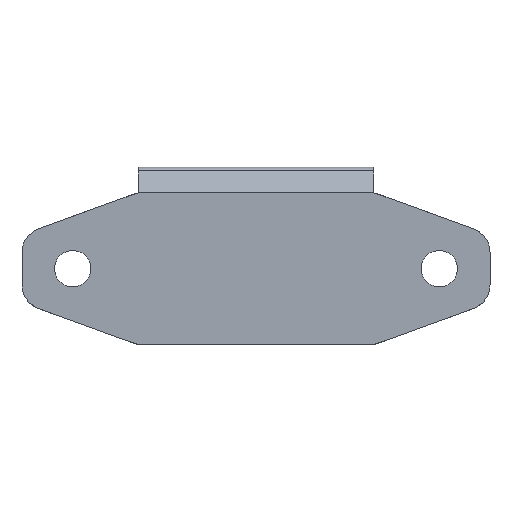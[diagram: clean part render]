
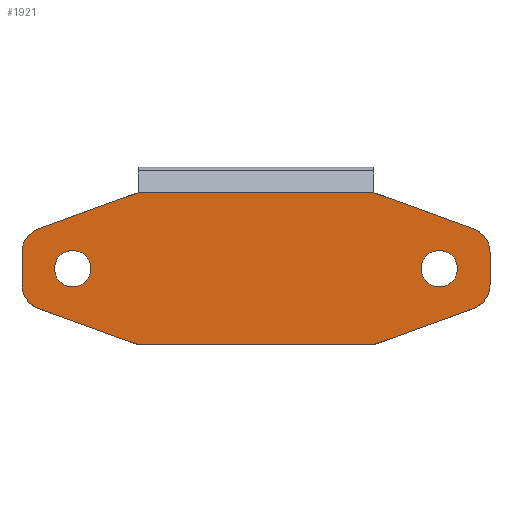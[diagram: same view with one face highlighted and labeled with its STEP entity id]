
A CAD part, front view. The second image highlights one B-rep face of the part: STEP entity #1921.
In plain terms, the highlighted planar face has unit normal (0, -1, 0).
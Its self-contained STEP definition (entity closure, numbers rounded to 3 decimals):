
#254 = DIRECTION ( 'NONE',  ( 0., 0., 1. ) ) ;
#302 = FACE_BOUND ( 'NONE', #9877, .T. ) ;
#314 = DIRECTION ( 'NONE',  ( 1., 0., 0. ) ) ;
#346 = EDGE_LOOP ( 'NONE', ( #8388, #1254 ) ) ;
#371 = CARTESIAN_POINT ( 'NONE',  ( -27.7, 0., -9. ) ) ;
#415 = VECTOR ( 'NONE', #4643, 1000. ) ;
#471 = CARTESIAN_POINT ( 'NONE',  ( 13.963, 0., -9. ) ) ;
#490 = VECTOR ( 'NONE', #10317, 1000. ) ;
#593 = FACE_BOUND ( 'NONE', #346, .T. ) ;
#1009 = DIRECTION ( 'NONE',  ( 0., 1., 0. ) ) ;
#1047 = DIRECTION ( 'NONE',  ( 0.94, 0., -0.342 ) ) ;
#1131 = VERTEX_POINT ( 'NONE', #13401 ) ;
#1244 = DIRECTION ( 'NONE',  ( 0., -1., 0. ) ) ;
#1254 = ORIENTED_EDGE ( 'NONE', *, *, #1674, .T. ) ;
#1369 = CARTESIAN_POINT ( 'NONE',  ( -27.7, 0., 9. ) ) ;
#1380 = DIRECTION ( 'NONE',  ( 0., 0., 1. ) ) ;
#1428 = LINE ( 'NONE', #371, #415 ) ;
#1674 = EDGE_CURVE ( 'NONE', #3158, #5326, #8723, .T. ) ;
#1703 = VERTEX_POINT ( 'NONE', #7493 ) ;
#1811 = VERTEX_POINT ( 'NONE', #7280 ) ;
#1834 = VECTOR ( 'NONE', #12444, 1000. ) ;
#1912 = ORIENTED_EDGE ( 'NONE', *, *, #3043, .T. ) ;
#1921 = ADVANCED_FACE ( 'NONE', ( #9082, #302, #593 ), #9151, .F. ) ;
#1981 = CARTESIAN_POINT ( 'NONE',  ( 21.7, 0., 2.15 ) ) ;
#2110 = ORIENTED_EDGE ( 'NONE', *, *, #6307, .F. ) ;
#2252 = EDGE_CURVE ( 'NONE', #1703, #7420, #5431, .T. ) ;
#2271 = AXIS2_PLACEMENT_3D ( 'NONE', #10033, #2387, #7859 ) ;
#2387 = DIRECTION ( 'NONE',  ( 0., 1., 0. ) ) ;
#2425 = DIRECTION ( 'NONE',  ( 0., -1., 0. ) ) ;
#2459 = EDGE_CURVE ( 'NONE', #3010, #2731, #1428, .T. ) ;
#2481 = VECTOR ( 'NONE', #314, 1000. ) ;
#2612 = CARTESIAN_POINT ( 'NONE',  ( 25.726, 0., 4.718 ) ) ;
#2623 = VERTEX_POINT ( 'NONE', #13715 ) ;
#2665 = AXIS2_PLACEMENT_3D ( 'NONE', #5035, #7070, #4751 ) ;
#2731 = VERTEX_POINT ( 'NONE', #13354 ) ;
#2964 = EDGE_CURVE ( 'NONE', #6361, #13612, #13709, .T. ) ;
#3010 = VERTEX_POINT ( 'NONE', #11086 ) ;
#3043 = EDGE_CURVE ( 'NONE', #4351, #2623, #10945, .T. ) ;
#3158 = VERTEX_POINT ( 'NONE', #1981 ) ;
#3385 = EDGE_CURVE ( 'NONE', #2623, #7784, #8195, .T. ) ;
#3589 = DIRECTION ( 'NONE',  ( 0., 1., 0. ) ) ;
#3646 = DIRECTION ( 'NONE',  ( 0., -1., 0. ) ) ;
#4131 = AXIS2_PLACEMENT_3D ( 'NONE', #7761, #2425, #1380 ) ;
#4351 = VERTEX_POINT ( 'NONE', #471 ) ;
#4395 = CARTESIAN_POINT ( 'NONE',  ( -24.7, 0., -1.899 ) ) ;
#4576 = CARTESIAN_POINT ( 'NONE',  ( 0., 0., 0. ) ) ;
#4643 = DIRECTION ( 'NONE',  ( 0., 0., 1. ) ) ;
#4713 = EDGE_CURVE ( 'NONE', #9893, #1811, #7785, .T. ) ;
#4751 = DIRECTION ( 'NONE',  ( 0., 0., -1. ) ) ;
#4800 = CARTESIAN_POINT ( 'NONE',  ( 27.7, 0., -9. ) ) ;
#4815 = CARTESIAN_POINT ( 'NONE',  ( -21.7, 0., 0. ) ) ;
#4831 = LINE ( 'NONE', #6091, #9146 ) ;
#4949 = AXIS2_PLACEMENT_3D ( 'NONE', #4395, #1244, #254 ) ;
#4990 = CARTESIAN_POINT ( 'NONE',  ( 27.7, 0., -1.899 ) ) ;
#5029 = DIRECTION ( 'NONE',  ( 0., 0., 1. ) ) ;
#5035 = CARTESIAN_POINT ( 'NONE',  ( 21.7, 0., 0. ) ) ;
#5179 = CIRCLE ( 'NONE', #4949, 3. ) ;
#5277 = AXIS2_PLACEMENT_3D ( 'NONE', #7606, #12863, #9579 ) ;
#5283 = VERTEX_POINT ( 'NONE', #13213 ) ;
#5326 = VERTEX_POINT ( 'NONE', #6626 ) ;
#5431 = CIRCLE ( 'NONE', #6770, 3. ) ;
#5541 = CARTESIAN_POINT ( 'NONE',  ( -13.963, 0., 9. ) ) ;
#5603 = DIRECTION ( 'NONE',  ( -0.94, 0., -0.342 ) ) ;
#5897 = CARTESIAN_POINT ( 'NONE',  ( 13.963, 0., -9. ) ) ;
#6079 = EDGE_CURVE ( 'NONE', #13612, #6361, #12106, .T. ) ;
#6091 = CARTESIAN_POINT ( 'NONE',  ( -27.7, 0., -9. ) ) ;
#6114 = ORIENTED_EDGE ( 'NONE', *, *, #8921, .F. ) ;
#6207 = EDGE_CURVE ( 'NONE', #9893, #8307, #10903, .T. ) ;
#6307 = EDGE_CURVE ( 'NONE', #1703, #7784, #12301, .T. ) ;
#6356 = ORIENTED_EDGE ( 'NONE', *, *, #2964, .T. ) ;
#6361 = VERTEX_POINT ( 'NONE', #10394 ) ;
#6626 = CARTESIAN_POINT ( 'NONE',  ( 21.7, 0., -2.15 ) ) ;
#6770 = AXIS2_PLACEMENT_3D ( 'NONE', #11014, #3646, #8848 ) ;
#7062 = DIRECTION ( 'NONE',  ( 0., 1., 0. ) ) ;
#7070 = DIRECTION ( 'NONE',  ( 0., 1., 0. ) ) ;
#7081 = DIRECTION ( 'NONE',  ( -1., 0., 0. ) ) ;
#7266 = CIRCLE ( 'NONE', #4131, 3. ) ;
#7280 = CARTESIAN_POINT ( 'NONE',  ( -25.726, 0., 4.718 ) ) ;
#7288 = LINE ( 'NONE', #7431, #12330 ) ;
#7420 = VERTEX_POINT ( 'NONE', #2612 ) ;
#7431 = CARTESIAN_POINT ( 'NONE',  ( -27.7, 0., -4. ) ) ;
#7461 = LINE ( 'NONE', #7659, #7492 ) ;
#7492 = VECTOR ( 'NONE', #11658, 1000. ) ;
#7493 = CARTESIAN_POINT ( 'NONE',  ( 27.7, 0., 1.899 ) ) ;
#7561 = AXIS2_PLACEMENT_3D ( 'NONE', #11922, #1009, #8579 ) ;
#7606 = CARTESIAN_POINT ( 'NONE',  ( 24.7, 0., -1.899 ) ) ;
#7659 = CARTESIAN_POINT ( 'NONE',  ( 27.7, 0., 4. ) ) ;
#7715 = EDGE_LOOP ( 'NONE', ( #1912, #9553, #2110, #13121, #9297, #9789, #7996, #11753, #10658, #9595, #13545, #6114 ) ) ;
#7761 = CARTESIAN_POINT ( 'NONE',  ( -24.7, 0., 1.899 ) ) ;
#7784 = VERTEX_POINT ( 'NONE', #4990 ) ;
#7785 = LINE ( 'NONE', #10093, #9669 ) ;
#7859 = DIRECTION ( 'NONE',  ( 0., 0., 1. ) ) ;
#7996 = ORIENTED_EDGE ( 'NONE', *, *, #4713, .T. ) ;
#8195 = CIRCLE ( 'NONE', #5277, 3. ) ;
#8307 = VERTEX_POINT ( 'NONE', #11741 ) ;
#8388 = ORIENTED_EDGE ( 'NONE', *, *, #8489, .T. ) ;
#8489 = EDGE_CURVE ( 'NONE', #5326, #3158, #13614, .T. ) ;
#8579 = DIRECTION ( 'NONE',  ( 0., 0., -1. ) ) ;
#8723 = CIRCLE ( 'NONE', #2665, 2.15 ) ;
#8738 = CARTESIAN_POINT ( 'NONE',  ( -21.7, 0., 2.15 ) ) ;
#8848 = DIRECTION ( 'NONE',  ( 0., 0., 1. ) ) ;
#8921 = EDGE_CURVE ( 'NONE', #4351, #5283, #4831, .T. ) ;
#9082 = FACE_OUTER_BOUND ( 'NONE', #7715, .T. ) ;
#9146 = VECTOR ( 'NONE', #7081, 1000. ) ;
#9151 = PLANE ( 'NONE',  #11631 ) ;
#9297 = ORIENTED_EDGE ( 'NONE', *, *, #11012, .T. ) ;
#9442 = AXIS2_PLACEMENT_3D ( 'NONE', #4815, #7062, #5029 ) ;
#9553 = ORIENTED_EDGE ( 'NONE', *, *, #3385, .T. ) ;
#9579 = DIRECTION ( 'NONE',  ( 0., 0., 1. ) ) ;
#9595 = ORIENTED_EDGE ( 'NONE', *, *, #11499, .T. ) ;
#9669 = VECTOR ( 'NONE', #5603, 1000. ) ;
#9789 = ORIENTED_EDGE ( 'NONE', *, *, #6207, .F. ) ;
#9877 = EDGE_LOOP ( 'NONE', ( #6356, #12228 ) ) ;
#9893 = VERTEX_POINT ( 'NONE', #5541 ) ;
#10033 = CARTESIAN_POINT ( 'NONE',  ( -21.7, 0., 0. ) ) ;
#10093 = CARTESIAN_POINT ( 'NONE',  ( -13.963, 0., 9. ) ) ;
#10317 = DIRECTION ( 'NONE',  ( 0.94, 0., 0.342 ) ) ;
#10394 = CARTESIAN_POINT ( 'NONE',  ( -21.7, 0., -2.15 ) ) ;
#10658 = ORIENTED_EDGE ( 'NONE', *, *, #2459, .F. ) ;
#10903 = LINE ( 'NONE', #1369, #2481 ) ;
#10945 = LINE ( 'NONE', #5897, #490 ) ;
#11012 = EDGE_CURVE ( 'NONE', #7420, #8307, #7461, .T. ) ;
#11014 = CARTESIAN_POINT ( 'NONE',  ( 24.7, 0., 1.899 ) ) ;
#11086 = CARTESIAN_POINT ( 'NONE',  ( -27.7, 0., -1.899 ) ) ;
#11310 = EDGE_CURVE ( 'NONE', #1811, #2731, #7266, .T. ) ;
#11499 = EDGE_CURVE ( 'NONE', #3010, #1131, #5179, .T. ) ;
#11631 = AXIS2_PLACEMENT_3D ( 'NONE', #4576, #3589, #13497 ) ;
#11658 = DIRECTION ( 'NONE',  ( -0.94, 0., 0.342 ) ) ;
#11741 = CARTESIAN_POINT ( 'NONE',  ( 13.963, 0., 9. ) ) ;
#11753 = ORIENTED_EDGE ( 'NONE', *, *, #11310, .T. ) ;
#11922 = CARTESIAN_POINT ( 'NONE',  ( 21.7, 0., 0. ) ) ;
#12106 = CIRCLE ( 'NONE', #9442, 2.15 ) ;
#12228 = ORIENTED_EDGE ( 'NONE', *, *, #6079, .T. ) ;
#12301 = LINE ( 'NONE', #4800, #1834 ) ;
#12330 = VECTOR ( 'NONE', #1047, 1000. ) ;
#12444 = DIRECTION ( 'NONE',  ( 0., 0., -1. ) ) ;
#12550 = EDGE_CURVE ( 'NONE', #1131, #5283, #7288, .T. ) ;
#12863 = DIRECTION ( 'NONE',  ( 0., -1., 0. ) ) ;
#13121 = ORIENTED_EDGE ( 'NONE', *, *, #2252, .T. ) ;
#13213 = CARTESIAN_POINT ( 'NONE',  ( -13.963, 0., -9. ) ) ;
#13354 = CARTESIAN_POINT ( 'NONE',  ( -27.7, 0., 1.899 ) ) ;
#13401 = CARTESIAN_POINT ( 'NONE',  ( -25.726, 0., -4.718 ) ) ;
#13497 = DIRECTION ( 'NONE',  ( 0., 0., 1. ) ) ;
#13545 = ORIENTED_EDGE ( 'NONE', *, *, #12550, .T. ) ;
#13612 = VERTEX_POINT ( 'NONE', #8738 ) ;
#13614 = CIRCLE ( 'NONE', #7561, 2.15 ) ;
#13709 = CIRCLE ( 'NONE', #2271, 2.15 ) ;
#13715 = CARTESIAN_POINT ( 'NONE',  ( 25.726, 0., -4.718 ) ) ;
